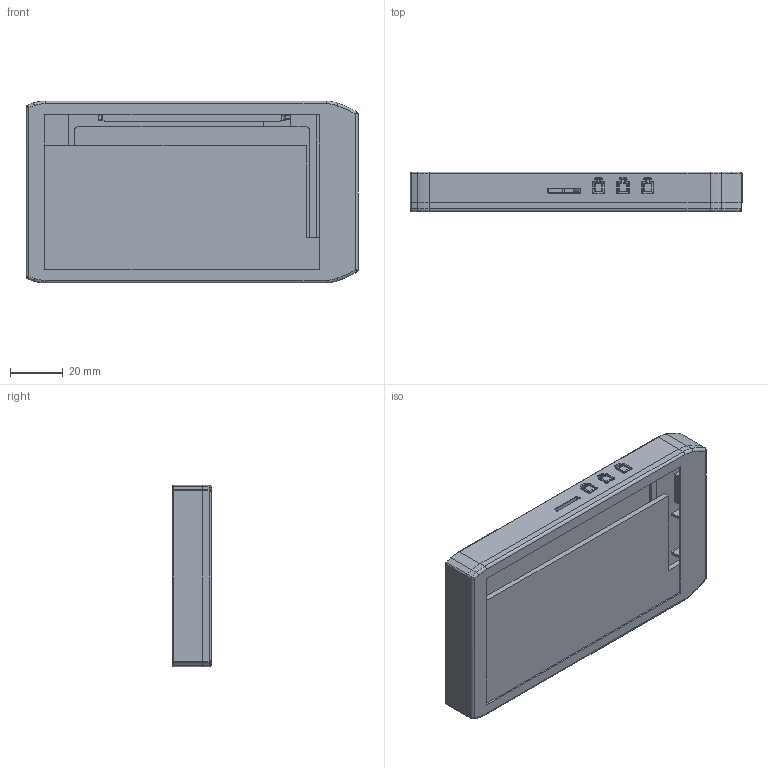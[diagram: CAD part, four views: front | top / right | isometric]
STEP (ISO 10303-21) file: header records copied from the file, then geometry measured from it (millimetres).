
FILE_DESCRIPTION((''),'2;1');
FILE_NAME('0-ALL_ASM','2023-05-23T13:57:59',('HR'),(''),'CREO PARAMETRIC BY PTC INC, 2019010','CREO PARAMETRIC BY PTC INC, 2019010','');
FILE_SCHEMA(('AUTOMOTIVE_DESIGN { 1 0 10303 214 1 1 1 1 }'));
Length unit declared in the file: millimetre
Products named in the file (5): 0-FRONT; 0-BACK; 0-00; 1; 0-ALL_ASM
Assembly tree (4 placements, depth 2):
  0-ALL_ASM
    0-FRONT
    0-BACK
    0-00
    1
Bounding box: 125.9 x 14.9 x 68.9 mm (x, y, z)
Volume: 40089.8 mm3; surface area: 50977.9 mm2
Topology: 4 solids, 4 shells, 924 faces, 2528 edges, 1615 vertices
Faces by surface type: plane 531, cylinder 270, bspline 67, torus 46, sphere 10
Entity records: 44936 total; most frequent: CARTESIAN_POINT 8727, ORIENTED_EDGE 5056, DIRECTION 4666, PRESENTATION_STYLE_ASSIGNMENT 3086, STYLED_ITEM 3086, EDGE_CURVE 2528, CURVE_STYLE 2263, VECTOR 1780
